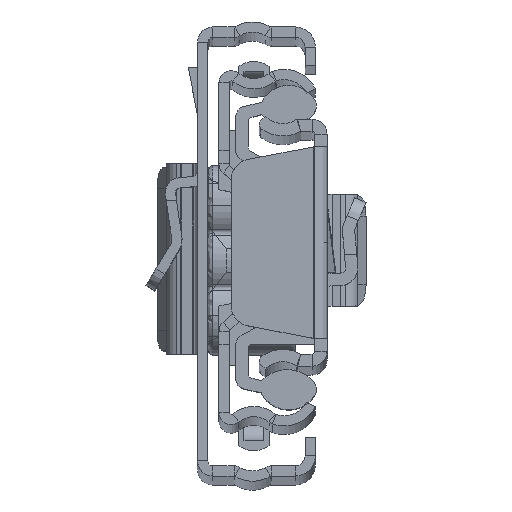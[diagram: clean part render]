
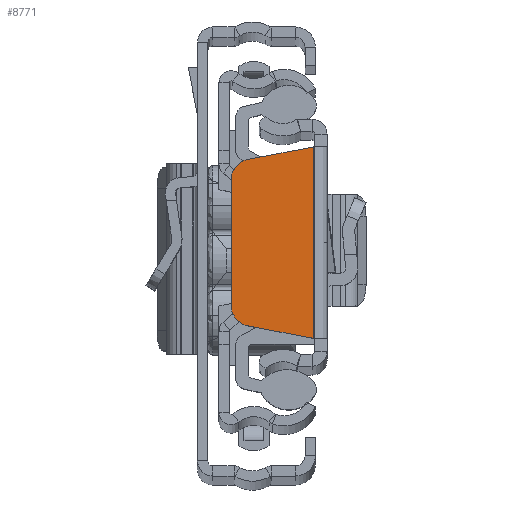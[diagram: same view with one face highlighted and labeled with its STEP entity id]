
A CAD part, top view. The second image highlights one B-rep face of the part: STEP entity #8771.
In plain terms, the highlighted planar face has unit normal (0, 0, 1).
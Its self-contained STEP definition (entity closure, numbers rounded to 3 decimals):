
#181 = DIRECTION ( 'NONE',  ( -1., 0., 0. ) ) ;
#949 = DIRECTION ( 'NONE',  ( 0., 0., 1. ) ) ;
#1339 = VECTOR ( 'NONE', #2609, 1000. ) ;
#1341 = CARTESIAN_POINT ( 'NONE',  ( -9.401, 6.183, 0. ) ) ;
#1349 = ORIENTED_EDGE ( 'NONE', *, *, #11839, .T. ) ;
#2283 = AXIS2_PLACEMENT_3D ( 'NONE', #2678, #9419, #14281 ) ;
#2405 = CARTESIAN_POINT ( 'NONE',  ( -9.401, 0., 0. ) ) ;
#2609 = DIRECTION ( 'NONE',  ( 0., -1., 0. ) ) ;
#2627 = CIRCLE ( 'NONE', #18941, 2. ) ;
#2678 = CARTESIAN_POINT ( 'NONE',  ( 0., 0., 0. ) ) ;
#2697 = VERTEX_POINT ( 'NONE', #15923 ) ;
#3043 = VERTEX_POINT ( 'NONE', #8856 ) ;
#3762 = VECTOR ( 'NONE', #12101, 1000. ) ;
#3957 = LINE ( 'NONE', #8958, #3762 ) ;
#4107 = ORIENTED_EDGE ( 'NONE', *, *, #9153, .T. ) ;
#4286 = VERTEX_POINT ( 'NONE', #1341 ) ;
#5162 = LINE ( 'NONE', #14831, #12669 ) ;
#5486 = ORIENTED_EDGE ( 'NONE', *, *, #21057, .T. ) ;
#6048 = FACE_OUTER_BOUND ( 'NONE', #8682, .T. ) ;
#6910 = CARTESIAN_POINT ( 'NONE',  ( -7.401, -6.183, 0. ) ) ;
#7833 = AXIS2_PLACEMENT_3D ( 'NONE', #6910, #19947, #181 ) ;
#8024 = VERTEX_POINT ( 'NONE', #19458 ) ;
#8466 = VERTEX_POINT ( 'NONE', #13105 ) ;
#8524 = CIRCLE ( 'NONE', #7833, 2. ) ;
#8682 = EDGE_LOOP ( 'NONE', ( #4107, #5486, #1349, #15673, #17124, #16565 ) ) ;
#8716 = EDGE_CURVE ( 'NONE', #17062, #4286, #2627, .T. ) ;
#8771 = ADVANCED_FACE ( 'NONE', ( #6048 ), #12775, .F. ) ;
#8856 = CARTESIAN_POINT ( 'NONE',  ( -1.36, 9.379, 0. ) ) ;
#8958 = CARTESIAN_POINT ( 'NONE',  ( -1.786, -9.298, 0. ) ) ;
#9153 = EDGE_CURVE ( 'NONE', #4286, #8466, #17276, .T. ) ;
#9256 = VECTOR ( 'NONE', #20457, 1000. ) ;
#9312 = DIRECTION ( 'NONE',  ( -1., 0., 0. ) ) ;
#9419 = DIRECTION ( 'NONE',  ( 0., 0., -1. ) ) ;
#11839 = EDGE_CURVE ( 'NONE', #8024, #2697, #3957, .T. ) ;
#12101 = DIRECTION ( 'NONE',  ( 0.982, -0.189, 0. ) ) ;
#12269 = CARTESIAN_POINT ( 'NONE',  ( -1.36, -9.379, 0. ) ) ;
#12669 = VECTOR ( 'NONE', #16465, 1000. ) ;
#12775 = PLANE ( 'NONE',  #2283 ) ;
#12994 = LINE ( 'NONE', #12269, #1339 ) ;
#13105 = CARTESIAN_POINT ( 'NONE',  ( -9.401, -6.183, 0. ) ) ;
#13240 = EDGE_CURVE ( 'NONE', #3043, #2697, #12994, .T. ) ;
#14281 = DIRECTION ( 'NONE',  ( -1., 0., 0. ) ) ;
#14399 = CARTESIAN_POINT ( 'NONE',  ( -7.778, 8.147, 0. ) ) ;
#14831 = CARTESIAN_POINT ( 'NONE',  ( -1.786, 9.298, 0. ) ) ;
#15673 = ORIENTED_EDGE ( 'NONE', *, *, #13240, .F. ) ;
#15923 = CARTESIAN_POINT ( 'NONE',  ( -1.36, -9.379, 0. ) ) ;
#16465 = DIRECTION ( 'NONE',  ( -0.982, -0.189, 0. ) ) ;
#16565 = ORIENTED_EDGE ( 'NONE', *, *, #8716, .T. ) ;
#17062 = VERTEX_POINT ( 'NONE', #14399 ) ;
#17124 = ORIENTED_EDGE ( 'NONE', *, *, #21109, .T. ) ;
#17276 = LINE ( 'NONE', #2405, #9256 ) ;
#17668 = CARTESIAN_POINT ( 'NONE',  ( -7.401, 6.183, 0. ) ) ;
#18941 = AXIS2_PLACEMENT_3D ( 'NONE', #17668, #949, #9312 ) ;
#19458 = CARTESIAN_POINT ( 'NONE',  ( -7.778, -8.147, 0. ) ) ;
#19947 = DIRECTION ( 'NONE',  ( 0., 0., 1. ) ) ;
#20457 = DIRECTION ( 'NONE',  ( 0., -1., 0. ) ) ;
#21057 = EDGE_CURVE ( 'NONE', #8466, #8024, #8524, .T. ) ;
#21109 = EDGE_CURVE ( 'NONE', #3043, #17062, #5162, .T. ) ;
